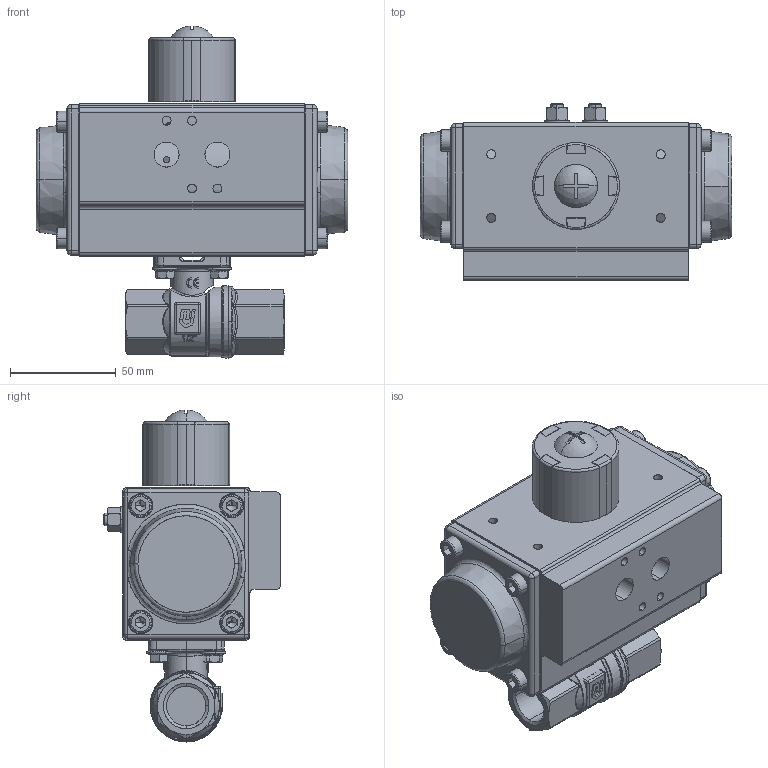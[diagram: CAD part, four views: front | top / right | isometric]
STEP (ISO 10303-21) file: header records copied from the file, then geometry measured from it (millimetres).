
FILE_DESCRIPTION (( 'STEP AP214' ), '1' );
FILE_NAME ('PK01_DN15_einfachwirkend (PK01010003).STEP', '2022-01-14T13:04:59', ( '' ), ( '' ), 'SwSTEP 2.0', 'SolidWorks 2021', '' );
FILE_SCHEMA (( 'AUTOMOTIVE_DESIGN' ));
Length unit declared in the file: metre
Products named in the file (1): PK01_DN15_einfachwirkend (PK01010003)
Bounding box: 147 x 83.5 x 156.65 mm (x, y, z)
Surface area: 94121.6 mm2 (no closed solid volume)
Topology: 0 solids, 793 shells, 991 faces, 4586 edges, 4341 vertices
Faces by surface type: plane 349, cylinder 256, bspline 230, cone 142, torus 8, sphere 6
Entity records: 86002 total; most frequent: CARTESIAN_POINT 42194, DIRECTION 5836, ORIENTED_EDGE 4925, EDGE_CURVE 4547, VERTEX_POINT 4340, AXIS2_PLACEMENT_3D 1992, LINE 1852, VECTOR 1852
